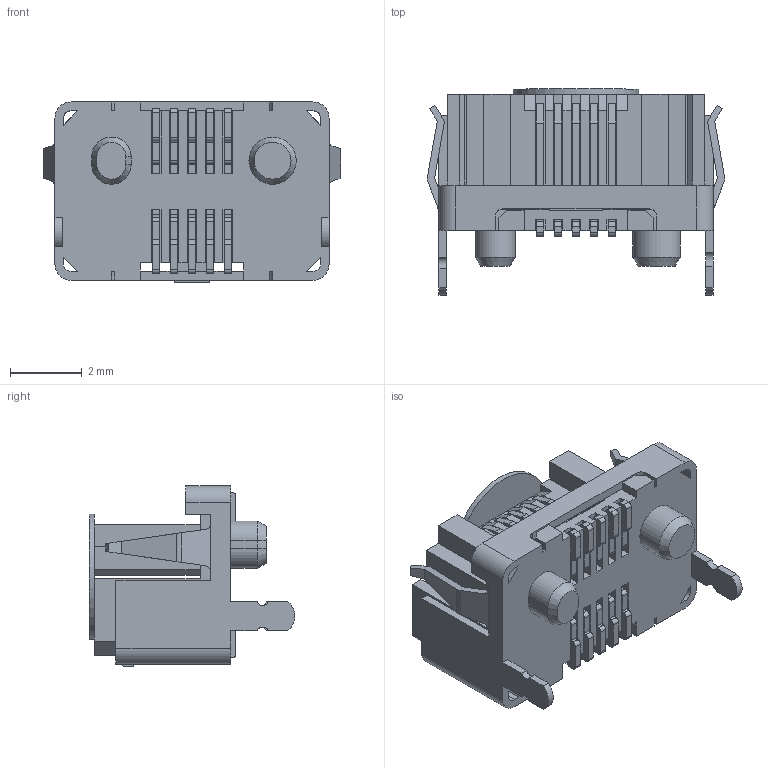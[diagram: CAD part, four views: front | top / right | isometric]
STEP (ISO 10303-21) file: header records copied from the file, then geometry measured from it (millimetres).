
FILE_DESCRIPTION(/* description */ ('STEP AP214'),/* implementation_level */ '2;1');
FILE_NAME(/* name */ 'LSHM-105-02.5-L-DV-A-S-K-TR',/* time_stamp */ '2022-08-04T18:18:21+02:00',/* author */ ('License CC BY-ND 4.0'),/* organization */ ('CADENAS'),/* preprocessor_version */ 'ST-DEVELOPER v18.102',/* originating_system */ 'PARTsolutions',/* authorisation */ ' ');
FILE_SCHEMA (('AUTOMOTIVE_DESIGN {1 0 10303 214 3 1 1}'));
Length unit declared in the file: millimetre
Products named in the file (4): LSHM-105-02.5-L-DV-A-S-K-TR; K-DOT-.138-.250-.005.pp; C-185--05-02.5-DV1P; LSHM-05-02.5-DV-A-S_STRIP
Assembly tree (3 placements, depth 2):
  LSHM-105-02.5-L-DV-A-S-K-TR
    K-DOT-.138-.250-.005.pp
    C-185--05-02.5-DV1P
    LSHM-05-02.5-DV-A-S_STRIP
Bounding box: 8.3 x 5.75 x 5.03 mm (x, y, z)
Volume: 83.5 mm3; surface area: 410.5 mm2
Topology: 3 solids, 3 shells, 540 faces, 1593 edges, 1032 vertices
Faces by surface type: plane 434, cylinder 103, cone 3
Full cylindrical faces by diameter (mm): 1.32 x1, 3.5 x1
Entity records: 17859 total; most frequent: ORIENTED_EDGE 3178, CARTESIAN_POINT 3164, DIRECTION 2892, EDGE_CURVE 1589, LINE 1374, VECTOR 1374, VERTEX_POINT 1031, AXIS2_PLACEMENT_3D 759
